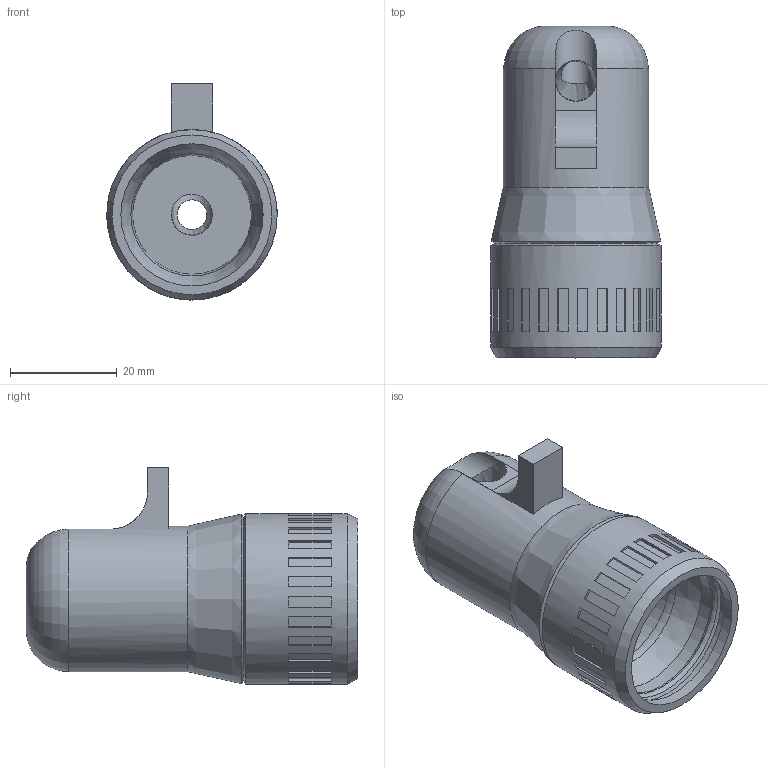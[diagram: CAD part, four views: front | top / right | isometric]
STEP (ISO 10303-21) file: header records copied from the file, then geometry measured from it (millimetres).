
FILE_DESCRIPTION(('HOOPS Exchange Step'),'2;1');
FILE_NAME('temp_export','2026-01-16T20:24:17+18:00',('mobile'),('Shapr3D Limited'),'HOOPS Exchange 2025.7','Shapr3D','Authorized');
FILE_SCHEMA( ('AP242_MANAGED_MODEL_BASED_3D_ENGINEERING_MIM_LF {1 0 10303 442 1 1 4}') );
Length unit declared in the file: millimetre
Products named in the file (4): Flashlight; DONE; Flashlight.step; root
Assembly tree (3 placements, depth 4):
  root
    Flashlight.step
      DONE
        Flashlight
Bounding box: 32 x 62.3 x 40.59 mm (x, y, z)
Volume: 23629.1 mm3; surface area: 10671 mm2
Topology: 1 solids, 1 shells, 167 faces, 401 edges, 264 vertices
Faces by surface type: plane 145, cylinder 10, cone 5, bspline 4, torus 3
Full cylindrical faces by diameter (mm): 5.6 x1, 22.3 x1, 26.7 x2, 27 x1, 27.3 x1, 28.7 x1, 32 x1
Entity records: 7488 total; most frequent: CARTESIAN_POINT 3439, DIRECTION 811, ORIENTED_EDGE 802, EDGE_CURVE 401, VECTOR 295, LINE 295, VERTEX_POINT 264, AXIS2_PLACEMENT_3D 258
